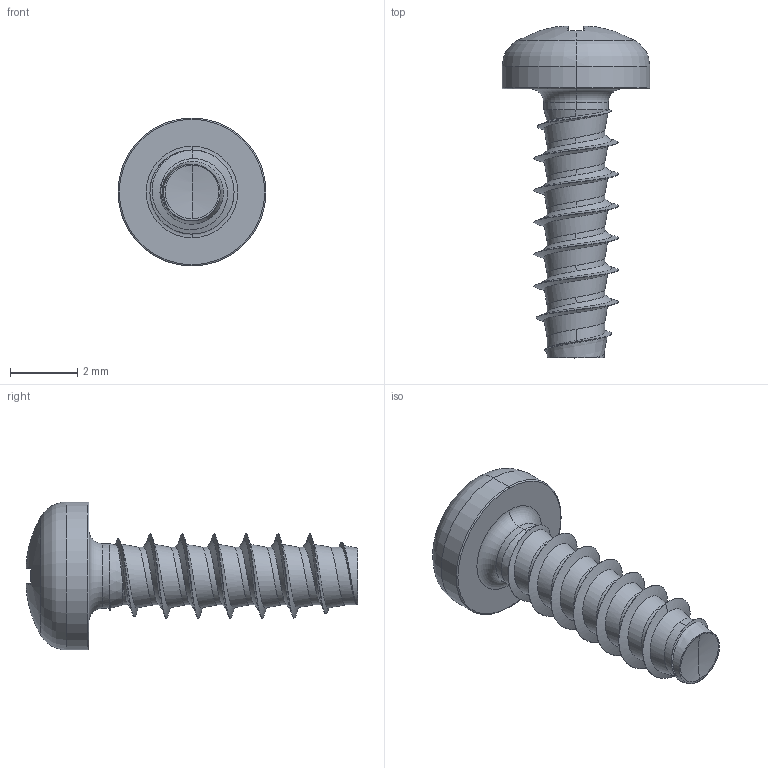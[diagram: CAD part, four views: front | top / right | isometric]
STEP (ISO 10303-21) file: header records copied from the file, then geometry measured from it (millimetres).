
FILE_DESCRIPTION (( 'STEP AP203' ), '1' );
FILE_NAME ('STP220250080.STEP', '2017-08-15T02:35:29', ( '' ), ( '' ), 'SwSTEP 2.0', 'SolidWorks 2015', '' );
FILE_SCHEMA (( 'CONFIG_CONTROL_DESIGN' ));
Length unit declared in the file: millimetre
Products named in the file (1): STP220250080
Bounding box: 4.4 x 9.87 x 4.4 mm (x, y, z)
Volume: 43.3 mm3; surface area: 120.7 mm2
Topology: 1 solids, 1 shells, 184 faces, 437 edges, 255 vertices
Faces by surface type: bspline 55, cylinder 42, plane 30, torus 28, sphere 20, cone 9
Entity records: 16327 total; most frequent: CARTESIAN_POINT 12485, ORIENTED_EDGE 870, DIRECTION 711, EDGE_CURVE 435, AXIS2_PLACEMENT_3D 312, VERTEX_POINT 255, EDGE_LOOP 186, FACE_OUTER_BOUND 184
